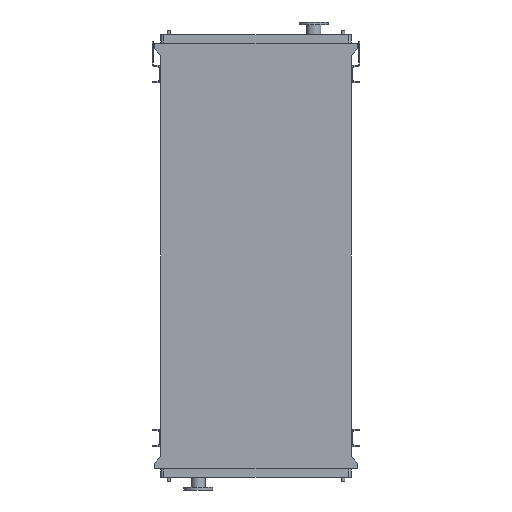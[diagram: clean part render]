
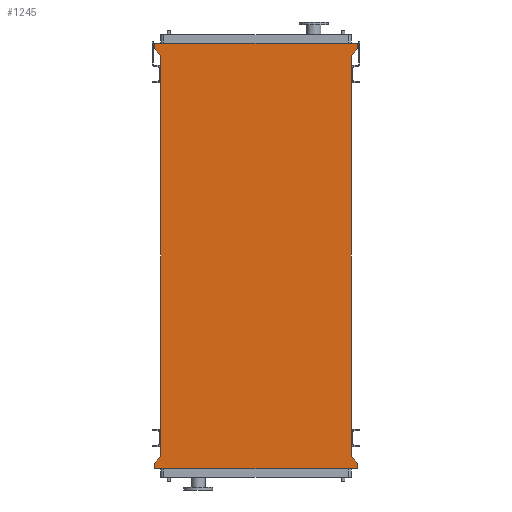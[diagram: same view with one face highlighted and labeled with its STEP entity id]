
A CAD part, front view. The second image highlights one B-rep face of the part: STEP entity #1245.
In plain terms, the highlighted planar face has unit normal (0, -1, 0).
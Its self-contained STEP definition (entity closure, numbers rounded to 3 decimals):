
#37 = LINE ( 'NONE', #15620, #7600 ) ;
#58 = LINE ( 'NONE', #1588, #8089 ) ;
#123 = LINE ( 'NONE', #351, #14676 ) ;
#148 = DIRECTION ( 'NONE',  ( 0., 0., 1. ) ) ;
#278 = DIRECTION ( 'NONE',  ( 0., 0., 1. ) ) ;
#351 = CARTESIAN_POINT ( 'NONE',  ( -725., 0., -3050. ) ) ;
#406 = LINE ( 'NONE', #12879, #14844 ) ;
#640 = DIRECTION ( 'NONE',  ( 0.655, 0., -0.755 ) ) ;
#788 = CARTESIAN_POINT ( 'NONE',  ( 725., 0., -3050. ) ) ;
#838 = CARTESIAN_POINT ( 'NONE',  ( -771., 0., 53. ) ) ;
#1245 = ADVANCED_FACE ( 'NONE', ( #6414 ), #14468, .T. ) ;
#1408 = LINE ( 'NONE', #3335, #15474 ) ;
#1529 = DIRECTION ( 'NONE',  ( 0.655, 0., 0.755 ) ) ;
#1544 = VECTOR ( 'NONE', #8271, 1000. ) ;
#1588 = CARTESIAN_POINT ( 'NONE',  ( -771., 0., -3103. ) ) ;
#1751 = VERTEX_POINT ( 'NONE', #15936 ) ;
#1998 = VECTOR ( 'NONE', #640, 1000. ) ;
#2120 = LINE ( 'NONE', #838, #15933 ) ;
#3214 = DIRECTION ( 'NONE',  ( -0.655, 0., -0.755 ) ) ;
#3335 = CARTESIAN_POINT ( 'NONE',  ( 771., 0., 53. ) ) ;
#3424 = VERTEX_POINT ( 'NONE', #10617 ) ;
#3552 = CARTESIAN_POINT ( 'NONE',  ( 771., 0., -3145. ) ) ;
#3962 = EDGE_LOOP ( 'NONE', ( #11907, #14880, #15506, #15811, #9881, #16118, #6344, #14116, #7780, #12114, #15052, #12930 ) ) ;
#4448 = LINE ( 'NONE', #13705, #7989 ) ;
#4583 = EDGE_CURVE ( 'NONE', #13883, #15132, #4448, .T. ) ;
#5003 = VERTEX_POINT ( 'NONE', #15064 ) ;
#5480 = LINE ( 'NONE', #8332, #1544 ) ;
#5483 = CARTESIAN_POINT ( 'NONE',  ( -771., 0., -3145. ) ) ;
#5511 = DIRECTION ( 'NONE',  ( 0., 0., 1. ) ) ;
#5546 = CARTESIAN_POINT ( 'NONE',  ( 725., 0., -3050. ) ) ;
#5776 = VERTEX_POINT ( 'NONE', #16127 ) ;
#5942 = LINE ( 'NONE', #788, #1998 ) ;
#6172 = VECTOR ( 'NONE', #13628, 1000. ) ;
#6344 = ORIENTED_EDGE ( 'NONE', *, *, #16484, .F. ) ;
#6414 = FACE_OUTER_BOUND ( 'NONE', #3962, .T. ) ;
#6485 = CARTESIAN_POINT ( 'NONE',  ( -771., 0., 95. ) ) ;
#7600 = VECTOR ( 'NONE', #15635, 1000. ) ;
#7780 = ORIENTED_EDGE ( 'NONE', *, *, #9744, .F. ) ;
#7820 = CARTESIAN_POINT ( 'NONE',  ( -725., 0., -3050. ) ) ;
#7989 = VECTOR ( 'NONE', #12555, 1000. ) ;
#8089 = VECTOR ( 'NONE', #1529, 1000. ) ;
#8271 = DIRECTION ( 'NONE',  ( 0., 0., 1. ) ) ;
#8332 = CARTESIAN_POINT ( 'NONE',  ( 725., 0., -3050. ) ) ;
#8815 = CARTESIAN_POINT ( 'NONE',  ( 771., 0., -3145. ) ) ;
#9260 = CARTESIAN_POINT ( 'NONE',  ( 771., 0., 53. ) ) ;
#9445 = EDGE_CURVE ( 'NONE', #10441, #3424, #5942, .T. ) ;
#9565 = EDGE_CURVE ( 'NONE', #3424, #15770, #37, .T. ) ;
#9676 = EDGE_CURVE ( 'NONE', #10441, #1751, #5480, .T. ) ;
#9687 = EDGE_CURVE ( 'NONE', #15770, #5776, #9973, .T. ) ;
#9703 = CARTESIAN_POINT ( 'NONE',  ( -771., 0., -3103. ) ) ;
#9744 = EDGE_CURVE ( 'NONE', #5776, #15327, #12421, .T. ) ;
#9772 = EDGE_CURVE ( 'NONE', #15327, #15418, #58, .T. ) ;
#9881 = ORIENTED_EDGE ( 'NONE', *, *, #14629, .F. ) ;
#9912 = DIRECTION ( 'NONE',  ( -1., 0., 0. ) ) ;
#9955 = EDGE_CURVE ( 'NONE', #12935, #5003, #13349, .T. ) ;
#9973 = LINE ( 'NONE', #8815, #12802 ) ;
#10441 = VERTEX_POINT ( 'NONE', #5546 ) ;
#10617 = CARTESIAN_POINT ( 'NONE',  ( 771., 0., -3103. ) ) ;
#11907 = ORIENTED_EDGE ( 'NONE', *, *, #9676, .T. ) ;
#12114 = ORIENTED_EDGE ( 'NONE', *, *, #9687, .F. ) ;
#12378 = AXIS2_PLACEMENT_3D ( 'NONE', #13831, #13517, #13472 ) ;
#12421 = LINE ( 'NONE', #5483, #15254 ) ;
#12555 = DIRECTION ( 'NONE',  ( 1., 0., 0. ) ) ;
#12802 = VECTOR ( 'NONE', #9912, 1000. ) ;
#12806 = DIRECTION ( 'NONE',  ( 0., 0., -1. ) ) ;
#12879 = CARTESIAN_POINT ( 'NONE',  ( 771., 0., 95. ) ) ;
#12930 = ORIENTED_EDGE ( 'NONE', *, *, #9445, .F. ) ;
#12935 = VERTEX_POINT ( 'NONE', #16337 ) ;
#13349 = LINE ( 'NONE', #13657, #6172 ) ;
#13412 = CARTESIAN_POINT ( 'NONE',  ( 771., 0., 95. ) ) ;
#13472 = DIRECTION ( 'NONE',  ( 0., 0., -1. ) ) ;
#13517 = DIRECTION ( 'NONE',  ( 0., -1., 0. ) ) ;
#13628 = DIRECTION ( 'NONE',  ( -0.655, 0., 0.755 ) ) ;
#13657 = CARTESIAN_POINT ( 'NONE',  ( -725., 0., 0. ) ) ;
#13705 = CARTESIAN_POINT ( 'NONE',  ( -771., 0., 95. ) ) ;
#13799 = VERTEX_POINT ( 'NONE', #9260 ) ;
#13831 = CARTESIAN_POINT ( 'NONE',  ( -725., 0., -3050. ) ) ;
#13883 = VERTEX_POINT ( 'NONE', #6485 ) ;
#14116 = ORIENTED_EDGE ( 'NONE', *, *, #9772, .F. ) ;
#14344 = EDGE_CURVE ( 'NONE', #13799, #1751, #1408, .T. ) ;
#14468 = PLANE ( 'NONE',  #12378 ) ;
#14629 = EDGE_CURVE ( 'NONE', #5003, #13883, #2120, .T. ) ;
#14676 = VECTOR ( 'NONE', #278, 1000. ) ;
#14844 = VECTOR ( 'NONE', #12806, 1000. ) ;
#14880 = ORIENTED_EDGE ( 'NONE', *, *, #14344, .F. ) ;
#15052 = ORIENTED_EDGE ( 'NONE', *, *, #9565, .F. ) ;
#15064 = CARTESIAN_POINT ( 'NONE',  ( -771., 0., 53. ) ) ;
#15132 = VERTEX_POINT ( 'NONE', #13412 ) ;
#15154 = EDGE_CURVE ( 'NONE', #15132, #13799, #406, .T. ) ;
#15254 = VECTOR ( 'NONE', #5511, 1000. ) ;
#15327 = VERTEX_POINT ( 'NONE', #9703 ) ;
#15418 = VERTEX_POINT ( 'NONE', #7820 ) ;
#15474 = VECTOR ( 'NONE', #3214, 1000. ) ;
#15506 = ORIENTED_EDGE ( 'NONE', *, *, #15154, .F. ) ;
#15620 = CARTESIAN_POINT ( 'NONE',  ( 771., 0., -3103. ) ) ;
#15635 = DIRECTION ( 'NONE',  ( 0., 0., -1. ) ) ;
#15770 = VERTEX_POINT ( 'NONE', #3552 ) ;
#15811 = ORIENTED_EDGE ( 'NONE', *, *, #4583, .F. ) ;
#15933 = VECTOR ( 'NONE', #148, 1000. ) ;
#15936 = CARTESIAN_POINT ( 'NONE',  ( 725., 0., 0. ) ) ;
#16118 = ORIENTED_EDGE ( 'NONE', *, *, #9955, .F. ) ;
#16127 = CARTESIAN_POINT ( 'NONE',  ( -771., 0., -3145. ) ) ;
#16337 = CARTESIAN_POINT ( 'NONE',  ( -725., 0., 0. ) ) ;
#16484 = EDGE_CURVE ( 'NONE', #15418, #12935, #123, .T. ) ;
